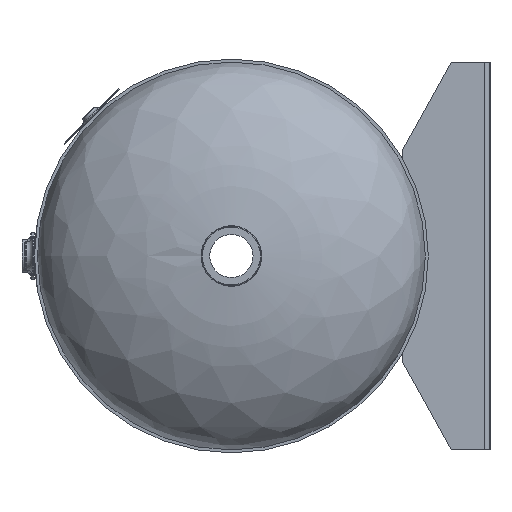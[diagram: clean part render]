
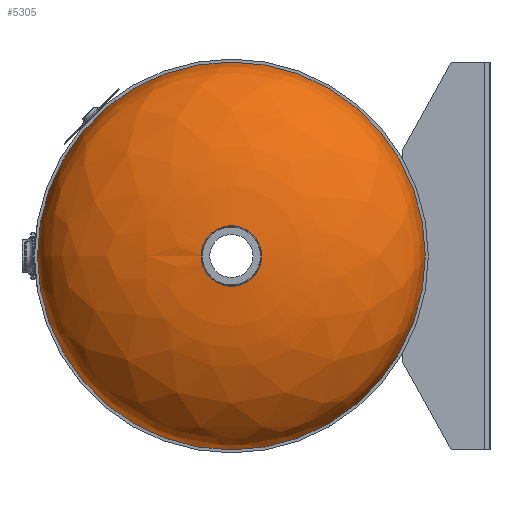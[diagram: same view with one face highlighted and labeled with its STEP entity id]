
A CAD part, left-side view. The second image highlights one B-rep face of the part: STEP entity #5305.
In plain terms, the highlighted free-form (B-spline) face has degree [2, 2] with [3, 9] control points.
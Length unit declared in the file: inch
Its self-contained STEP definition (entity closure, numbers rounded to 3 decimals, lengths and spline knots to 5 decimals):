
#112=ELLIPSE('',#5818,10.,5.062);
#114=(
BOUNDED_SURFACE()
B_SPLINE_SURFACE(2,2,((#9194,#9195,#9196,#9197,#9198,#9199,#9200,#9201,
#9202),(#9203,#9204,#9205,#9206,#9207,#9208,#9209,#9210,#9211),(#9212,#9213,
#9214,#9215,#9216,#9217,#9218,#9219,#9220)),.UNSPECIFIED.,.F.,.T.,.F.)
B_SPLINE_SURFACE_WITH_KNOTS((3,3),(3,2,2,2,3),(-3.14159,-1.5708),
(0.,1.5708,3.14159,4.71239,6.28319),
 .UNSPECIFIED.)
GEOMETRIC_REPRESENTATION_ITEM()
RATIONAL_B_SPLINE_SURFACE(((1.,0.707,1.,0.707,1.,
0.707,1.,0.707,1.),(0.707,0.5,0.707,
0.5,0.707,0.5,0.707,0.5,0.707),(1.,
0.707,1.,0.707,1.,0.707,1.,0.707,
1.)))
REPRESENTATION_ITEM('')
SURFACE()
);
#286=CIRCLE('',#5819,10.);
#287=CIRCLE('',#5820,10.);
#651=FACE_OUTER_BOUND('',#951,.T.);
#951=EDGE_LOOP('',(#3806,#3807,#3808,#3809,#3810,#3811));
#2299=B_SPLINE_CURVE_WITH_KNOTS('',3,(#8863,#8864,#8865,#8866,#8867,#8868,
#8869,#8870,#8871,#8872,#8873,#8874,#8875,#8876,#8877,#8878,#8879,#8880,
#8881,#8882),.UNSPECIFIED.,.F.,.F.,(4,2,2,2,2,2,2,2,2,4),(-16.13431,
-15.99982,-14.6665,-13.33318,-11.99987,
-10.66655,-9.33323,-7.99991,-6.66659,-5.37808),
 .UNSPECIFIED.);
#2300=B_SPLINE_CURVE_WITH_KNOTS('',3,(#8883,#8884,#8885,#8886,#8887,#8888,
#8889,#8890,#8891,#8892,#8893,#8894,#8895,#8896,#8897,#8898,#8899,#8900,
#8901,#8902,#8903,#8904,#8905),.UNSPECIFIED.,.F.,.F.,(4,2,2,2,2,3,2,2,2,
2,4),(-5.37808,-5.33327,-3.99996,-2.66664,
-1.33332,0.,0.75491,1.50983,2.84315,
4.17646,5.37529),.UNSPECIFIED.);
#2413=VERTEX_POINT('',#8860);
#2414=VERTEX_POINT('',#8862);
#2417=VERTEX_POINT('',#9221);
#2418=VERTEX_POINT('',#9223);
#2962=EDGE_CURVE('',#2414,#2413,#2299,.T.);
#2963=EDGE_CURVE('',#2413,#2414,#2300,.T.);
#2968=EDGE_CURVE('',#2414,#2417,#112,.T.);
#2969=EDGE_CURVE('',#2418,#2417,#286,.T.);
#2970=EDGE_CURVE('',#2417,#2418,#287,.T.);
#3806=ORIENTED_EDGE('',*,*,#2962,.T.);
#3807=ORIENTED_EDGE('',*,*,#2963,.T.);
#3808=ORIENTED_EDGE('',*,*,#2968,.T.);
#3809=ORIENTED_EDGE('',*,*,#2969,.F.);
#3810=ORIENTED_EDGE('',*,*,#2970,.F.);
#3811=ORIENTED_EDGE('',*,*,#2968,.F.);
#5305=ADVANCED_FACE('',(#651),#114,.T.);
#5818=AXIS2_PLACEMENT_3D('',#9222,#6334,#6335);
#5819=AXIS2_PLACEMENT_3D('',#9224,#6336,#6337);
#5820=AXIS2_PLACEMENT_3D('',#9225,#6338,#6339);
#6334=DIRECTION('center_axis',(0.,-1.,0.));
#6335=DIRECTION('ref_axis',(1.,0.,0.));
#6336=DIRECTION('center_axis',(0.,0.,
-1.));
#6337=DIRECTION('ref_axis',(-1.,0.,0.));
#6338=DIRECTION('center_axis',(0.,0.,
-1.));
#6339=DIRECTION('ref_axis',(-1.,0.,0.));
#8860=CARTESIAN_POINT('',(1.34375,0.,6.26709));
#8862=CARTESIAN_POINT('',(-1.34375,0.,6.26709));
#8863=CARTESIAN_POINT('Ctrl Pts',(-1.34375,0.,
6.26709));
#8864=CARTESIAN_POINT('Ctrl Pts',(-1.34375,0.01762,
6.26709));
#8865=CARTESIAN_POINT('Ctrl Pts',(-1.3434,0.03525,
6.26709));
#8866=CARTESIAN_POINT('Ctrl Pts',(-1.33582,0.22773,6.26709));
#8867=CARTESIAN_POINT('Ctrl Pts',(-1.29485,0.39955,6.26709));
#8868=CARTESIAN_POINT('Ctrl Pts',(-1.14935,0.71782,6.26709));
#8869=CARTESIAN_POINT('Ctrl Pts',(-1.04621,0.86123,6.26709));
#8870=CARTESIAN_POINT('Ctrl Pts',(-0.79078,1.10043,6.26709));
#8871=CARTESIAN_POINT('Ctrl Pts',(-0.64092,1.19394,6.26709));
#8872=CARTESIAN_POINT('Ctrl Pts',(-0.31379,1.31826,6.26709));
#8873=CARTESIAN_POINT('Ctrl Pts',(-0.13965,1.34788,6.26709));
#8874=CARTESIAN_POINT('Ctrl Pts',(0.21018,1.3387,6.26709));
#8875=CARTESIAN_POINT('Ctrl Pts',(0.38253,1.29998,6.26709));
#8876=CARTESIAN_POINT('Ctrl Pts',(0.70268,1.15867,6.26709));
#8877=CARTESIAN_POINT('Ctrl Pts',(0.84743,1.05743,6.26709));
#8878=CARTESIAN_POINT('Ctrl Pts',(1.08996,0.80515,6.26709));
#8879=CARTESIAN_POINT('Ctrl Pts',(1.18543,0.65653,6.26709));
#8880=CARTESIAN_POINT('Ctrl Pts',(1.31187,0.33653,6.26709));
#8881=CARTESIAN_POINT('Ctrl Pts',(1.34375,0.16899,6.26709));
#8882=CARTESIAN_POINT('Ctrl Pts',(1.34375,0.,
6.26709));
#8883=CARTESIAN_POINT('Ctrl Pts',(1.34375,0.,
6.26709));
#8884=CARTESIAN_POINT('Ctrl Pts',(1.34375,-0.00588,
6.26709));
#8885=CARTESIAN_POINT('Ctrl Pts',(1.34371,-0.01175,
6.26709));
#8886=CARTESIAN_POINT('Ctrl Pts',(1.34134,-0.19259,6.26709));
#8887=CARTESIAN_POINT('Ctrl Pts',(1.30489,-0.36543,6.26709));
#8888=CARTESIAN_POINT('Ctrl Pts',(1.16779,-0.68741,6.26709));
#8889=CARTESIAN_POINT('Ctrl Pts',(1.06846,-0.83348,6.26709));
#8890=CARTESIAN_POINT('Ctrl Pts',(0.81938,-1.0793,6.26709));
#8891=CARTESIAN_POINT('Ctrl Pts',(0.67203,-1.17671,6.26709));
#8892=CARTESIAN_POINT('Ctrl Pts',(0.34828,-1.30957,6.26709));
#8893=CARTESIAN_POINT('Ctrl Pts',(0.17498,-1.34375,6.26709));
#8894=CARTESIAN_POINT('Ctrl Pts',(0.,-1.34375,
6.26709));
#8895=CARTESIAN_POINT('Ctrl Pts',(-0.09907,-1.34375,
6.26709));
#8896=CARTESIAN_POINT('Ctrl Pts',(-0.19784,-1.33279,6.26709));
#8897=CARTESIAN_POINT('Ctrl Pts',(-0.39116,-1.28937,
6.26709));
#8898=CARTESIAN_POINT('Ctrl Pts',(-0.48512,-1.25703,
6.26709));
#8899=CARTESIAN_POINT('Ctrl Pts',(-0.73284,-1.13983,6.26709));
#8900=CARTESIAN_POINT('Ctrl Pts',(-0.87488,-1.03482,
6.26709));
#8901=CARTESIAN_POINT('Ctrl Pts',(-1.11071,-0.77627,
6.26709));
#8902=CARTESIAN_POINT('Ctrl Pts',(-1.20225,-0.6252,6.26709));
#8903=CARTESIAN_POINT('Ctrl Pts',(-1.31621,-0.31305,6.26709));
#8904=CARTESIAN_POINT('Ctrl Pts',(-1.34375,-0.15706,
6.26709));
#8905=CARTESIAN_POINT('Ctrl Pts',(-1.34375,0.,
6.26709));
#9194=CARTESIAN_POINT('Ctrl Pts',(-10.,0.,
1.251));
#9195=CARTESIAN_POINT('Ctrl Pts',(-10.,10.,1.251));
#9196=CARTESIAN_POINT('Ctrl Pts',(0.,10.,1.251));
#9197=CARTESIAN_POINT('Ctrl Pts',(10.,10.,1.251));
#9198=CARTESIAN_POINT('Ctrl Pts',(10.,0.,1.251));
#9199=CARTESIAN_POINT('Ctrl Pts',(10.,-10.,1.251));
#9200=CARTESIAN_POINT('Ctrl Pts',(0.,-10.,
1.251));
#9201=CARTESIAN_POINT('Ctrl Pts',(-10.,-10.,1.251));
#9202=CARTESIAN_POINT('Ctrl Pts',(-10.,0.,
1.251));
#9203=CARTESIAN_POINT('Ctrl Pts',(-10.,0.,
6.313));
#9204=CARTESIAN_POINT('Ctrl Pts',(-10.,10.,6.313));
#9205=CARTESIAN_POINT('Ctrl Pts',(0.,10.,6.313));
#9206=CARTESIAN_POINT('Ctrl Pts',(10.,10.,6.313));
#9207=CARTESIAN_POINT('Ctrl Pts',(10.,0.,6.313));
#9208=CARTESIAN_POINT('Ctrl Pts',(10.,-10.,6.313));
#9209=CARTESIAN_POINT('Ctrl Pts',(0.,-10.,
6.313));
#9210=CARTESIAN_POINT('Ctrl Pts',(-10.,-10.,6.313));
#9211=CARTESIAN_POINT('Ctrl Pts',(-10.,0.,
6.313));
#9212=CARTESIAN_POINT('Ctrl Pts',(0.,0.,
6.313));
#9213=CARTESIAN_POINT('Ctrl Pts',(0.,0.,
6.313));
#9214=CARTESIAN_POINT('Ctrl Pts',(0.,0.,
6.313));
#9215=CARTESIAN_POINT('Ctrl Pts',(0.,0.,
6.313));
#9216=CARTESIAN_POINT('Ctrl Pts',(0.,0.,
6.313));
#9217=CARTESIAN_POINT('Ctrl Pts',(0.,0.,
6.313));
#9218=CARTESIAN_POINT('Ctrl Pts',(0.,0.,
6.313));
#9219=CARTESIAN_POINT('Ctrl Pts',(0.,0.,
6.313));
#9220=CARTESIAN_POINT('Ctrl Pts',(0.,0.,
6.313));
#9221=CARTESIAN_POINT('',(-10.,0.,1.251));
#9222=CARTESIAN_POINT('Origin',(0.,0.,
1.251));
#9223=CARTESIAN_POINT('',(10.,0.,1.251));
#9224=CARTESIAN_POINT('Origin',(0.,0.,
1.251));
#9225=CARTESIAN_POINT('Origin',(0.,0.,
1.251));
